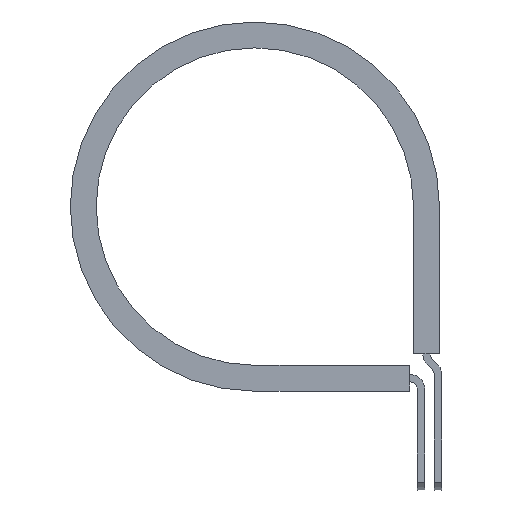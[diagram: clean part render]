
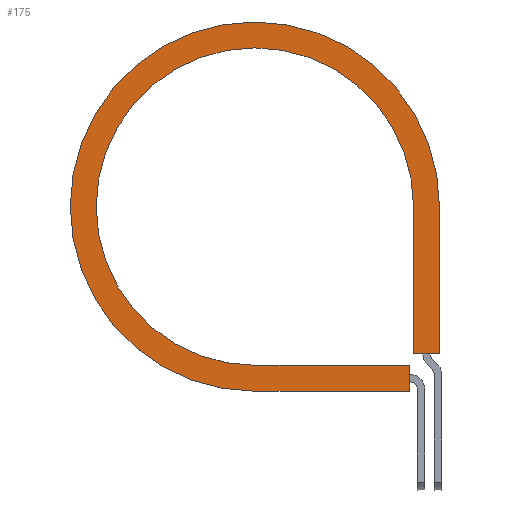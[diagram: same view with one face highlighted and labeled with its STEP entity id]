
A CAD part, front view. The second image highlights one B-rep face of the part: STEP entity #175.
In plain terms, the highlighted planar face has unit normal (0, -1, 0).
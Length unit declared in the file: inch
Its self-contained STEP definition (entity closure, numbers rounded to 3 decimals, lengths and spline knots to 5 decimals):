
#21 = EDGE_CURVE ( 'NONE', #704, #682, #349, .T. ) ;
#102 = CARTESIAN_POINT ( 'NONE',  ( 0., -0.31, 0. ) ) ;
#149 = DIRECTION ( 'NONE',  ( 0., 0., -1. ) ) ;
#150 = CIRCLE ( 'NONE', #1584, 1.199 ) ;
#165 = DIRECTION ( 'NONE',  ( 0., -1., 0. ) ) ;
#174 = CARTESIAN_POINT ( 'NONE',  ( 0., -0.31, -1.031 ) ) ;
#175 = ADVANCED_FACE ( 'NONE', ( #307 ), #528, .T. ) ;
#242 = VECTOR ( 'NONE', #521, 39.37008 ) ;
#251 = DIRECTION ( 'NONE',  ( 0., 0., -1. ) ) ;
#258 = LINE ( 'NONE', #464, #242 ) ;
#289 = EDGE_CURVE ( 'NONE', #682, #840, #258, .T. ) ;
#307 = FACE_OUTER_BOUND ( 'NONE', #785, .T. ) ;
#315 = EDGE_CURVE ( 'NONE', #833, #704, #150, .T. ) ;
#342 = VECTOR ( 'NONE', #484, 39.37008 ) ;
#349 = LINE ( 'NONE', #369, #342 ) ;
#351 = LINE ( 'NONE', #1088, #592 ) ;
#360 = DIRECTION ( 'NONE',  ( 0., -1., 0. ) ) ;
#369 = CARTESIAN_POINT ( 'NONE',  ( 0., -0.31, -1.199 ) ) ;
#415 = CARTESIAN_POINT ( 'NONE',  ( 1.031, -0.31, -0.95665 ) ) ;
#455 = AXIS2_PLACEMENT_3D ( 'NONE', #1159, #360, #1296 ) ;
#456 = VECTOR ( 'NONE', #1267, 39.37008 ) ;
#462 = VECTOR ( 'NONE', #1707, 39.37008 ) ;
#464 = CARTESIAN_POINT ( 'NONE',  ( 1.0057, -0.31, -1.031 ) ) ;
#484 = DIRECTION ( 'NONE',  ( 1., 0., 0. ) ) ;
#509 = LINE ( 'NONE', #1669, #456 ) ;
#521 = DIRECTION ( 'NONE',  ( 0., 0., 1. ) ) ;
#528 = PLANE ( 'NONE',  #1593 ) ;
#557 = ORIENTED_EDGE ( 'NONE', *, *, #21, .T. ) ;
#592 = VECTOR ( 'NONE', #149, 39.37008 ) ;
#622 = DIRECTION ( 'NONE',  ( 1., 0., 0. ) ) ;
#631 = DIRECTION ( 'NONE',  ( 0., -1., 0. ) ) ;
#639 = CARTESIAN_POINT ( 'NONE',  ( 1.031, -0.31, 0. ) ) ;
#682 = VERTEX_POINT ( 'NONE', #1356 ) ;
#704 = VERTEX_POINT ( 'NONE', #864 ) ;
#775 = ORIENTED_EDGE ( 'NONE', *, *, #1580, .F. ) ;
#779 = LINE ( 'NONE', #1024, #462 ) ;
#785 = EDGE_LOOP ( 'NONE', ( #865, #1469, #1018, #557, #844, #1290, #775, #1307 ) ) ;
#799 = VERTEX_POINT ( 'NONE', #174 ) ;
#830 = EDGE_CURVE ( 'NONE', #887, #1325, #509, .T. ) ;
#833 = VERTEX_POINT ( 'NONE', #1222 ) ;
#837 = CARTESIAN_POINT ( 'NONE',  ( 1.199, -0.31, -0.95665 ) ) ;
#840 = VERTEX_POINT ( 'NONE', #1294 ) ;
#844 = ORIENTED_EDGE ( 'NONE', *, *, #289, .T. ) ;
#864 = CARTESIAN_POINT ( 'NONE',  ( 0., -0.31, -1.199 ) ) ;
#865 = ORIENTED_EDGE ( 'NONE', *, *, #830, .F. ) ;
#871 = VERTEX_POINT ( 'NONE', #1756 ) ;
#887 = VERTEX_POINT ( 'NONE', #837 ) ;
#892 = CARTESIAN_POINT ( 'NONE',  ( 0., -0.31, -1.031 ) ) ;
#1018 = ORIENTED_EDGE ( 'NONE', *, *, #315, .T. ) ;
#1024 = CARTESIAN_POINT ( 'NONE',  ( 1.199, -0.31, 0. ) ) ;
#1047 = DIRECTION ( 'NONE',  ( 1., 0., 0. ) ) ;
#1088 = CARTESIAN_POINT ( 'NONE',  ( 1.031, -0.31, 0. ) ) ;
#1156 = VECTOR ( 'NONE', #1047, 39.37008 ) ;
#1159 = CARTESIAN_POINT ( 'NONE',  ( 0., -0.31, 0. ) ) ;
#1194 = LINE ( 'NONE', #892, #1156 ) ;
#1210 = CIRCLE ( 'NONE', #455, 1.031 ) ;
#1222 = CARTESIAN_POINT ( 'NONE',  ( 1.199, -0.31, 0. ) ) ;
#1243 = EDGE_CURVE ( 'NONE', #871, #1325, #351, .T. ) ;
#1267 = DIRECTION ( 'NONE',  ( -1., 0., 0. ) ) ;
#1290 = ORIENTED_EDGE ( 'NONE', *, *, #1745, .F. ) ;
#1294 = CARTESIAN_POINT ( 'NONE',  ( 1.0057, -0.31, -1.031 ) ) ;
#1296 = DIRECTION ( 'NONE',  ( 0., 0., -1. ) ) ;
#1307 = ORIENTED_EDGE ( 'NONE', *, *, #1243, .T. ) ;
#1325 = VERTEX_POINT ( 'NONE', #415 ) ;
#1356 = CARTESIAN_POINT ( 'NONE',  ( 1.0057, -0.31, -1.199 ) ) ;
#1469 = ORIENTED_EDGE ( 'NONE', *, *, #1611, .F. ) ;
#1580 = EDGE_CURVE ( 'NONE', #871, #799, #1210, .T. ) ;
#1584 = AXIS2_PLACEMENT_3D ( 'NONE', #102, #165, #251 ) ;
#1593 = AXIS2_PLACEMENT_3D ( 'NONE', #639, #631, #622 ) ;
#1611 = EDGE_CURVE ( 'NONE', #833, #887, #779, .T. ) ;
#1669 = CARTESIAN_POINT ( 'NONE',  ( 1.031, -0.31, -0.95665 ) ) ;
#1707 = DIRECTION ( 'NONE',  ( 0., 0., -1. ) ) ;
#1745 = EDGE_CURVE ( 'NONE', #799, #840, #1194, .T. ) ;
#1756 = CARTESIAN_POINT ( 'NONE',  ( 1.031, -0.31, 0. ) ) ;
